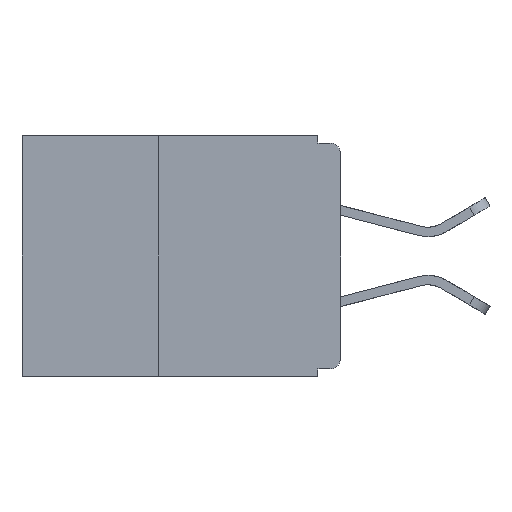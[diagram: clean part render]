
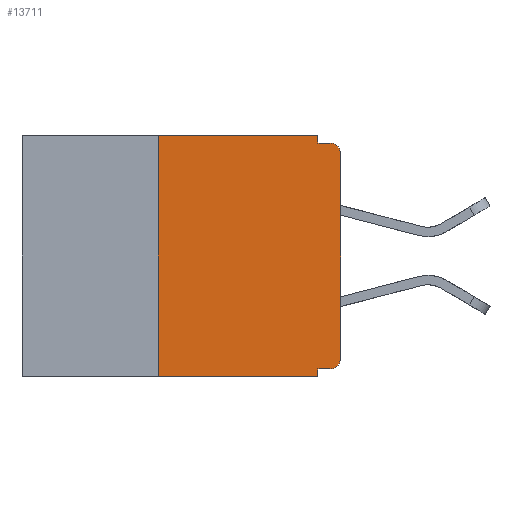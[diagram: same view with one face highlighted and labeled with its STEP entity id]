
A CAD part, left-side view. The second image highlights one B-rep face of the part: STEP entity #13711.
In plain terms, the highlighted planar face has unit normal (-1, 0, 0).
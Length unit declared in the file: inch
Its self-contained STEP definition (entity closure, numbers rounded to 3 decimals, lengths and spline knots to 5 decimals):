
#152 = ORIENTED_EDGE ( 'NONE', *, *, #2421, .F. ) ;
#267 = CARTESIAN_POINT ( 'NONE',  ( 0., 0., -0.025 ) ) ;
#599 = ORIENTED_EDGE ( 'NONE', *, *, #10621, .T. ) ;
#612 = DIRECTION ( 'NONE',  ( 0., 0., -1. ) ) ;
#892 = ORIENTED_EDGE ( 'NONE', *, *, #13878, .T. ) ;
#1082 = EDGE_LOOP ( 'NONE', ( #599, #9278, #17081, #11489, #11938, #152, #892, #1660, #2557, #3978 ) ) ;
#1211 = VERTEX_POINT ( 'NONE', #7210 ) ;
#1248 = VECTOR ( 'NONE', #9563, 39.37008 ) ;
#1484 = CARTESIAN_POINT ( 'NONE',  ( 0., 0.031, 0. ) ) ;
#1654 = VERTEX_POINT ( 'NONE', #12342 ) ;
#1660 = ORIENTED_EDGE ( 'NONE', *, *, #11518, .F. ) ;
#1845 = VERTEX_POINT ( 'NONE', #15702 ) ;
#1916 = CARTESIAN_POINT ( 'NONE',  ( 0., 0.031, -0.32 ) ) ;
#2421 = EDGE_CURVE ( 'NONE', #10175, #1211, #13333, .T. ) ;
#2557 = ORIENTED_EDGE ( 'NONE', *, *, #9222, .F. ) ;
#2589 = VERTEX_POINT ( 'NONE', #267 ) ;
#3041 = VERTEX_POINT ( 'NONE', #1916 ) ;
#3458 = CARTESIAN_POINT ( 'NONE',  ( 0., 0.25, -0.33 ) ) ;
#3978 = ORIENTED_EDGE ( 'NONE', *, *, #7417, .T. ) ;
#4251 = VERTEX_POINT ( 'NONE', #17872 ) ;
#4315 = CARTESIAN_POINT ( 'NONE',  ( 0., 0.031, -0.33 ) ) ;
#4754 = LINE ( 'NONE', #1484, #12314 ) ;
#5265 = LINE ( 'NONE', #17787, #1248 ) ;
#6362 = VERTEX_POINT ( 'NONE', #16320 ) ;
#6845 = CARTESIAN_POINT ( 'NONE',  ( 0., 0., -0.01 ) ) ;
#7210 = CARTESIAN_POINT ( 'NONE',  ( 0., 0.25, 0. ) ) ;
#7417 = EDGE_CURVE ( 'NONE', #6362, #4251, #7581, .T. ) ;
#7581 = CIRCLE ( 'NONE', #13530, 0.015 ) ;
#8026 = CARTESIAN_POINT ( 'NONE',  ( 0., 0.437, 0. ) ) ;
#8055 = LINE ( 'NONE', #6845, #11780 ) ;
#8658 = AXIS2_PLACEMENT_3D ( 'NONE', #8026, #17684, #9444 ) ;
#8949 = VERTEX_POINT ( 'NONE', #17136 ) ;
#9222 = EDGE_CURVE ( 'NONE', #6362, #3041, #15009, .T. ) ;
#9251 = EDGE_CURVE ( 'NONE', #1211, #1845, #10369, .T. ) ;
#9278 = ORIENTED_EDGE ( 'NONE', *, *, #16129, .T. ) ;
#9361 = DIRECTION ( 'NONE',  ( -1., 0., 0. ) ) ;
#9444 = DIRECTION ( 'NONE',  ( 0., 0., -1. ) ) ;
#9445 = LINE ( 'NONE', #4315, #12742 ) ;
#9506 = CARTESIAN_POINT ( 'NONE',  ( 0., 0.25, -0.33 ) ) ;
#9563 = DIRECTION ( 'NONE',  ( 0., 0., 1. ) ) ;
#9803 = DIRECTION ( 'NONE',  ( 0., -1., 0. ) ) ;
#9939 = VECTOR ( 'NONE', #13701, 39.37008 ) ;
#10175 = VERTEX_POINT ( 'NONE', #3458 ) ;
#10274 = DIRECTION ( 'NONE',  ( 0., 0., -1. ) ) ;
#10299 = DIRECTION ( 'NONE',  ( -1., 0., 0. ) ) ;
#10340 = CARTESIAN_POINT ( 'NONE',  ( 0., 0.015, -0.305 ) ) ;
#10369 = LINE ( 'NONE', #13737, #9939 ) ;
#10621 = EDGE_CURVE ( 'NONE', #4251, #2589, #5265, .T. ) ;
#11489 = ORIENTED_EDGE ( 'NONE', *, *, #11595, .F. ) ;
#11518 = EDGE_CURVE ( 'NONE', #3041, #8949, #9445, .T. ) ;
#11542 = DIRECTION ( 'NONE',  ( 0., 0., -1. ) ) ;
#11595 = EDGE_CURVE ( 'NONE', #1845, #16584, #4754, .T. ) ;
#11780 = VECTOR ( 'NONE', #16636, 39.37008 ) ;
#11798 = AXIS2_PLACEMENT_3D ( 'NONE', #17611, #9361, #612 ) ;
#11938 = ORIENTED_EDGE ( 'NONE', *, *, #9251, .F. ) ;
#12142 = CARTESIAN_POINT ( 'NONE',  ( 0., 0.031, -0.01 ) ) ;
#12314 = VECTOR ( 'NONE', #11542, 39.37008 ) ;
#12342 = CARTESIAN_POINT ( 'NONE',  ( 0., 0.015, -0.01 ) ) ;
#12660 = FACE_OUTER_BOUND ( 'NONE', #1082, .T. ) ;
#12742 = VECTOR ( 'NONE', #12842, 39.37008 ) ;
#12842 = DIRECTION ( 'NONE',  ( 0., 0., -1. ) ) ;
#13301 = LINE ( 'NONE', #18020, #17748 ) ;
#13302 = EDGE_CURVE ( 'NONE', #16584, #1654, #8055, .T. ) ;
#13333 = LINE ( 'NONE', #9506, #16158 ) ;
#13530 = AXIS2_PLACEMENT_3D ( 'NONE', #10340, #10299, #10274 ) ;
#13701 = DIRECTION ( 'NONE',  ( 0., -1., 0. ) ) ;
#13711 = ADVANCED_FACE ( 'NONE', ( #12660 ), #16392, .F. ) ;
#13737 = CARTESIAN_POINT ( 'NONE',  ( 0., 0.437, 0. ) ) ;
#13878 = EDGE_CURVE ( 'NONE', #10175, #8949, #13301, .T. ) ;
#14107 = CARTESIAN_POINT ( 'NONE',  ( 0., 0., -0.32 ) ) ;
#14149 = DIRECTION ( 'NONE',  ( 0., 1., 0. ) ) ;
#15009 = LINE ( 'NONE', #14107, #17680 ) ;
#15702 = CARTESIAN_POINT ( 'NONE',  ( 0., 0.031, 0. ) ) ;
#16129 = EDGE_CURVE ( 'NONE', #2589, #1654, #16284, .T. ) ;
#16158 = VECTOR ( 'NONE', #18238, 39.37008 ) ;
#16284 = CIRCLE ( 'NONE', #11798, 0.015 ) ;
#16320 = CARTESIAN_POINT ( 'NONE',  ( 0., 0.015, -0.32 ) ) ;
#16392 = PLANE ( 'NONE',  #8658 ) ;
#16584 = VERTEX_POINT ( 'NONE', #12142 ) ;
#16636 = DIRECTION ( 'NONE',  ( 0., -1., 0. ) ) ;
#17081 = ORIENTED_EDGE ( 'NONE', *, *, #13302, .F. ) ;
#17136 = CARTESIAN_POINT ( 'NONE',  ( 0., 0.031, -0.33 ) ) ;
#17611 = CARTESIAN_POINT ( 'NONE',  ( 0., 0.015, -0.025 ) ) ;
#17680 = VECTOR ( 'NONE', #14149, 39.37008 ) ;
#17684 = DIRECTION ( 'NONE',  ( 1., 0., 0. ) ) ;
#17748 = VECTOR ( 'NONE', #9803, 39.37008 ) ;
#17787 = CARTESIAN_POINT ( 'NONE',  ( 0., 0., 0. ) ) ;
#17872 = CARTESIAN_POINT ( 'NONE',  ( 0., 0., -0.305 ) ) ;
#18020 = CARTESIAN_POINT ( 'NONE',  ( 0., 0.437, -0.33 ) ) ;
#18238 = DIRECTION ( 'NONE',  ( 0., 0., 1. ) ) ;
